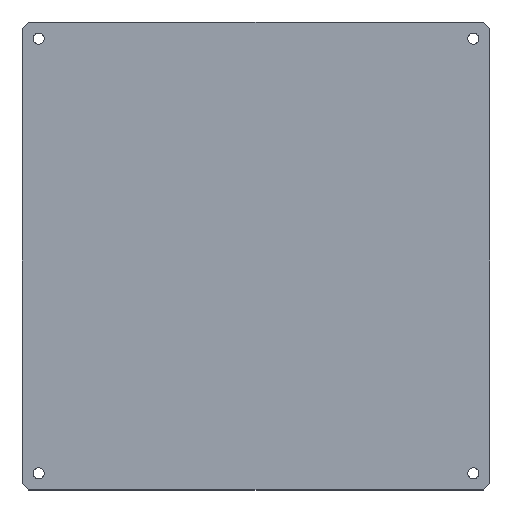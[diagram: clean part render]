
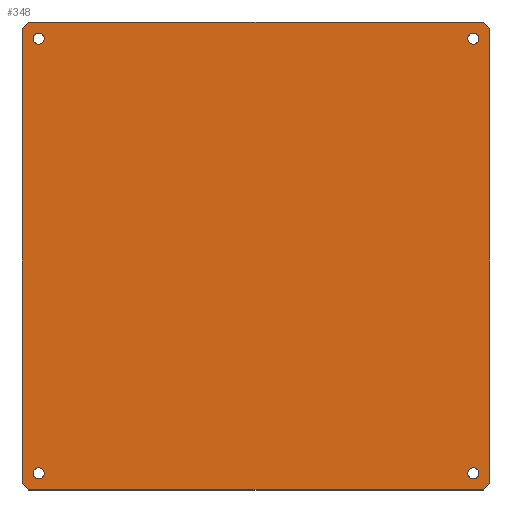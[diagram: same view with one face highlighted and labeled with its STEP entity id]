
A CAD part, top view. The second image highlights one B-rep face of the part: STEP entity #348.
In plain terms, the highlighted planar face has unit normal (0, 0, 1).
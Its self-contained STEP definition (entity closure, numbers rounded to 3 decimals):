
#32 = VERTEX_POINT('',#33);
#33 = CARTESIAN_POINT('',(68.,70.,2.));
#39 = EDGE_CURVE('',#32,#40,#42,.T.);
#40 = VERTEX_POINT('',#41);
#41 = CARTESIAN_POINT('',(-68.,70.,2.));
#42 = LINE('',#43,#44);
#43 = CARTESIAN_POINT('',(70.,70.,2.));
#44 = VECTOR('',#45,1.);
#45 = DIRECTION('',(-1.,0.,0.));
#306 = EDGE_CURVE('',#32,#307,#309,.T.);
#307 = VERTEX_POINT('',#308);
#308 = CARTESIAN_POINT('',(70.,68.,2.));
#309 = LINE('',#310,#311);
#310 = CARTESIAN_POINT('',(69.,69.,2.));
#311 = VECTOR('',#312,1.);
#312 = DIRECTION('',(0.707,-0.707,0.));
#330 = EDGE_CURVE('',#40,#331,#333,.T.);
#331 = VERTEX_POINT('',#332);
#332 = CARTESIAN_POINT('',(-70.,68.,2.));
#333 = LINE('',#334,#335);
#334 = CARTESIAN_POINT('',(-69.,69.,2.));
#335 = VECTOR('',#336,1.);
#336 = DIRECTION('',(-0.707,-0.707,0.));
#348 = ADVANCED_FACE('',(#349,#392,#403,#414,#425),#436,.T.);
#349 = FACE_BOUND('',#350,.T.);
#350 = EDGE_LOOP('',(#351,#352,#353,#361,#369,#377,#385,#391));
#351 = ORIENTED_EDGE('',*,*,#39,.T.);
#352 = ORIENTED_EDGE('',*,*,#330,.T.);
#353 = ORIENTED_EDGE('',*,*,#354,.T.);
#354 = EDGE_CURVE('',#331,#355,#357,.T.);
#355 = VERTEX_POINT('',#356);
#356 = CARTESIAN_POINT('',(-70.,-68.,2.));
#357 = LINE('',#358,#359);
#358 = CARTESIAN_POINT('',(-70.,70.,2.));
#359 = VECTOR('',#360,1.);
#360 = DIRECTION('',(0.,-1.,0.));
#361 = ORIENTED_EDGE('',*,*,#362,.T.);
#362 = EDGE_CURVE('',#355,#363,#365,.T.);
#363 = VERTEX_POINT('',#364);
#364 = CARTESIAN_POINT('',(-68.,-70.,2.));
#365 = LINE('',#366,#367);
#366 = CARTESIAN_POINT('',(-69.,-69.,2.));
#367 = VECTOR('',#368,1.);
#368 = DIRECTION('',(0.707,-0.707,0.));
#369 = ORIENTED_EDGE('',*,*,#370,.T.);
#370 = EDGE_CURVE('',#363,#371,#373,.T.);
#371 = VERTEX_POINT('',#372);
#372 = CARTESIAN_POINT('',(68.,-70.,2.));
#373 = LINE('',#374,#375);
#374 = CARTESIAN_POINT('',(-70.,-70.,2.));
#375 = VECTOR('',#376,1.);
#376 = DIRECTION('',(1.,0.,0.));
#377 = ORIENTED_EDGE('',*,*,#378,.F.);
#378 = EDGE_CURVE('',#379,#371,#381,.T.);
#379 = VERTEX_POINT('',#380);
#380 = CARTESIAN_POINT('',(70.,-68.,2.));
#381 = LINE('',#382,#383);
#382 = CARTESIAN_POINT('',(69.,-69.,2.));
#383 = VECTOR('',#384,1.);
#384 = DIRECTION('',(-0.707,-0.707,0.));
#385 = ORIENTED_EDGE('',*,*,#386,.T.);
#386 = EDGE_CURVE('',#379,#307,#387,.T.);
#387 = LINE('',#388,#389);
#388 = CARTESIAN_POINT('',(70.,-70.,2.));
#389 = VECTOR('',#390,1.);
#390 = DIRECTION('',(0.,1.,0.));
#391 = ORIENTED_EDGE('',*,*,#306,.F.);
#392 = FACE_BOUND('',#393,.T.);
#393 = EDGE_LOOP('',(#394));
#394 = ORIENTED_EDGE('',*,*,#395,.F.);
#395 = EDGE_CURVE('',#396,#396,#398,.T.);
#396 = VERTEX_POINT('',#397);
#397 = CARTESIAN_POINT('',(-63.35,-65.,2.));
#398 = CIRCLE('',#399,1.65);
#399 = AXIS2_PLACEMENT_3D('',#400,#401,#402);
#400 = CARTESIAN_POINT('',(-65.,-65.,2.));
#401 = DIRECTION('',(0.,0.,1.));
#402 = DIRECTION('',(1.,0.,0.));
#403 = FACE_BOUND('',#404,.T.);
#404 = EDGE_LOOP('',(#405));
#405 = ORIENTED_EDGE('',*,*,#406,.F.);
#406 = EDGE_CURVE('',#407,#407,#409,.T.);
#407 = VERTEX_POINT('',#408);
#408 = CARTESIAN_POINT('',(66.65,-65.,2.));
#409 = CIRCLE('',#410,1.65);
#410 = AXIS2_PLACEMENT_3D('',#411,#412,#413);
#411 = CARTESIAN_POINT('',(65.,-65.,2.));
#412 = DIRECTION('',(0.,0.,1.));
#413 = DIRECTION('',(1.,0.,0.));
#414 = FACE_BOUND('',#415,.T.);
#415 = EDGE_LOOP('',(#416));
#416 = ORIENTED_EDGE('',*,*,#417,.F.);
#417 = EDGE_CURVE('',#418,#418,#420,.T.);
#418 = VERTEX_POINT('',#419);
#419 = CARTESIAN_POINT('',(-63.35,65.,2.));
#420 = CIRCLE('',#421,1.65);
#421 = AXIS2_PLACEMENT_3D('',#422,#423,#424);
#422 = CARTESIAN_POINT('',(-65.,65.,2.));
#423 = DIRECTION('',(0.,0.,1.));
#424 = DIRECTION('',(1.,0.,0.));
#425 = FACE_BOUND('',#426,.T.);
#426 = EDGE_LOOP('',(#427));
#427 = ORIENTED_EDGE('',*,*,#428,.F.);
#428 = EDGE_CURVE('',#429,#429,#431,.T.);
#429 = VERTEX_POINT('',#430);
#430 = CARTESIAN_POINT('',(66.65,65.,2.));
#431 = CIRCLE('',#432,1.65);
#432 = AXIS2_PLACEMENT_3D('',#433,#434,#435);
#433 = CARTESIAN_POINT('',(65.,65.,2.));
#434 = DIRECTION('',(0.,0.,1.));
#435 = DIRECTION('',(1.,0.,0.));
#436 = PLANE('',#437);
#437 = AXIS2_PLACEMENT_3D('',#438,#439,#440);
#438 = CARTESIAN_POINT('',(0.,0.,2.));
#439 = DIRECTION('',(0.,0.,1.));
#440 = DIRECTION('',(1.,0.,0.));
